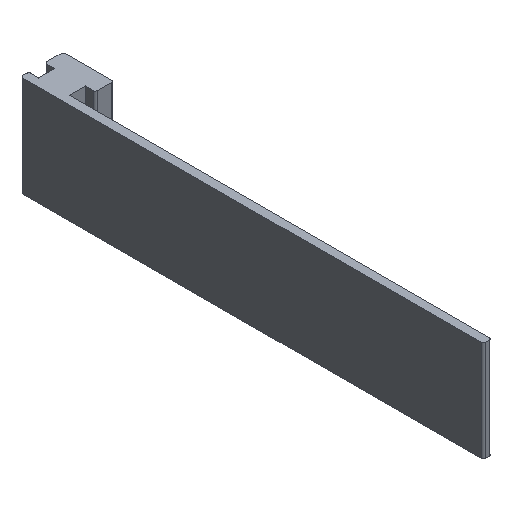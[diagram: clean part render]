
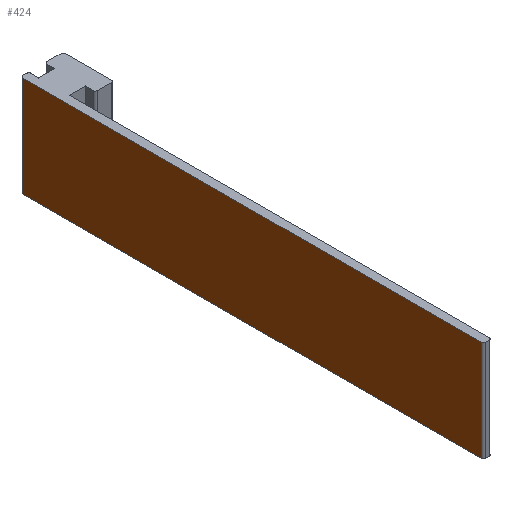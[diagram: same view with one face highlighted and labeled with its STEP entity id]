
A CAD part, isometric view. The second image highlights one B-rep face of the part: STEP entity #424.
In plain terms, the highlighted planar face has unit normal (-1, 0, 0).
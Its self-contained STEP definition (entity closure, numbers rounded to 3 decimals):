
#26=PLANE('',#476);
#48=FACE_OUTER_BOUND('',#70,.T.);
#70=EDGE_LOOP('',(#369,#370,#371,#372));
#74=LINE('',#610,#118);
#86=LINE('',#648,#130);
#101=LINE('',#691,#145);
#115=LINE('',#720,#159);
#118=VECTOR('',#488,10.);
#130=VECTOR('',#516,10.);
#145=VECTOR('',#563,10.);
#159=VECTOR('',#595,10.);
#177=VERTEX_POINT('',#603);
#180=VERTEX_POINT('',#608);
#198=VERTEX_POINT('',#646);
#210=VERTEX_POINT('',#689);
#220=EDGE_CURVE('',#180,#177,#74,.T.);
#239=EDGE_CURVE('',#180,#198,#86,.T.);
#260=EDGE_CURVE('',#210,#198,#101,.T.);
#275=EDGE_CURVE('',#177,#210,#115,.T.);
#369=ORIENTED_EDGE('',*,*,#220,.F.);
#370=ORIENTED_EDGE('',*,*,#239,.T.);
#371=ORIENTED_EDGE('',*,*,#260,.F.);
#372=ORIENTED_EDGE('',*,*,#275,.F.);
#424=ADVANCED_FACE('',(#48),#26,.T.);
#476=AXIS2_PLACEMENT_3D('',#719,#593,#594);
#488=DIRECTION('',(0.,0.,1.));
#516=DIRECTION('',(0.,-1.,0.));
#563=DIRECTION('',(0.,0.,-1.));
#593=DIRECTION('center_axis',(-1.,0.,0.));
#594=DIRECTION('ref_axis',(0.,-1.,0.));
#595=DIRECTION('',(0.,-1.,0.));
#603=CARTESIAN_POINT('',(0.,45.8,10.));
#608=CARTESIAN_POINT('',(0.,45.8,0.));
#610=CARTESIAN_POINT('',(0.,45.8,0.));
#646=CARTESIAN_POINT('',(0.,0.2,0.));
#648=CARTESIAN_POINT('',(0.,46.,0.));
#689=CARTESIAN_POINT('',(0.,0.2,10.));
#691=CARTESIAN_POINT('',(0.,0.2,0.));
#719=CARTESIAN_POINT('Origin',(0.,46.,0.));
#720=CARTESIAN_POINT('',(0.,46.,10.));
